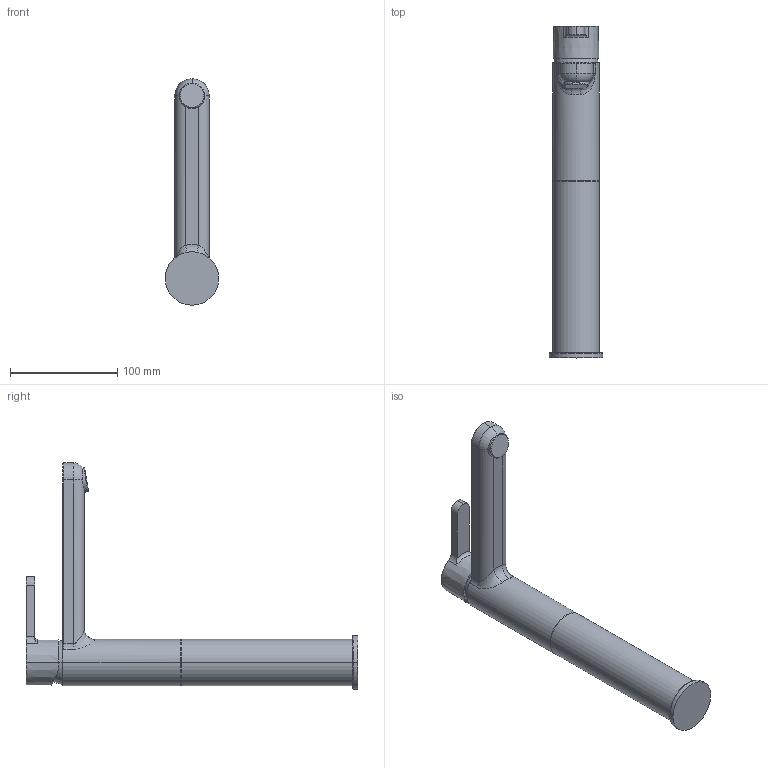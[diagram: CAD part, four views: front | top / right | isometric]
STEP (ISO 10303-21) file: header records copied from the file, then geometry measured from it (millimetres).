
FILE_DESCRIPTION(('CoCreate Modeling STEP Export'),'2;1');
FILE_NAME('92CR205LLBLCX.stp','2019-02-07T14:24:00',(''),(''),'CoCreate Modeling STEP processor for AP214 (Solid Model)','CoCreate Modeling 17.0 01-Apr-2010 (C) Parametric Technology GmbH','');
FILE_SCHEMA(('AUTOMOTIVE_DESIGN { 1 0 10303 214 1 1 1 1 }'));
Length unit declared in the file: millimetre
Products named in the file (2): 92-205LLBLCX
Assembly tree (1 placements, depth 2):
  92-205LLBLCX
    92-205LLBLCX
Bounding box: 49.8 x 309.15 x 210.9 mm (x, y, z)
Volume: 554753.7 mm3; surface area: 64049.4 mm2
Topology: 1 solids, 1 shells, 58 faces, 147 edges, 93 vertices
Faces by surface type: cylinder 20, plane 16, torus 12, cone 8, bspline 2
Entity records: 2030 total; most frequent: CARTESIAN_POINT 747, ORIENTED_EDGE 294, DIRECTION 227, EDGE_CURVE 147, VERTEX_POINT 93, AXIS2_PLACEMENT_3D 91, EDGE_LOOP 60, FACE_OUTER_BOUND 58
